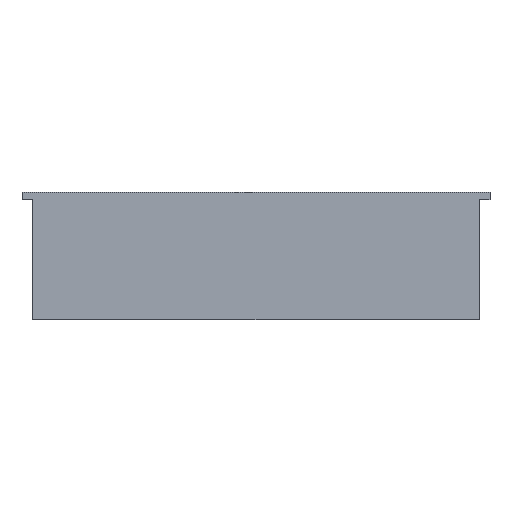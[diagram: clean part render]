
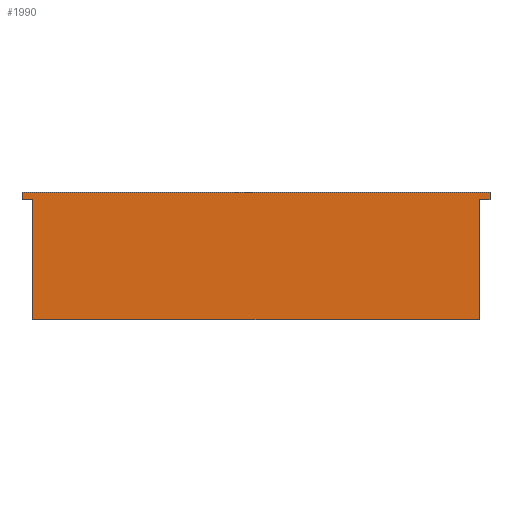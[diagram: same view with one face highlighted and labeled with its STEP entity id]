
A CAD part, top view. The second image highlights one B-rep face of the part: STEP entity #1990.
In plain terms, the highlighted planar face has unit normal (0, 0, 1).
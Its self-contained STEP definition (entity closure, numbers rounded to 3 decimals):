
#100=CARTESIAN_POINT('',(-36.6,-4.9,15.75));
#110=VERTEX_POINT('',#100);
#160=CARTESIAN_POINT('',(110.9,-4.9,15.75));
#170=DIRECTION('',(-1.,0.,0.));
#180=VECTOR('',#170,1.);
#190=LINE('',#160,#180);
#200=CARTESIAN_POINT('',(258.4,-4.9,15.75));
#210=VERTEX_POINT('',#200);
#220=EDGE_CURVE('',#210,#110,#190,.T.);
#500=CARTESIAN_POINT('',(-36.6,74.1,15.75));
#510=VERTEX_POINT('',#500);
#560=CARTESIAN_POINT('',(-36.6,-2.9,15.75));
#570=DIRECTION('',(0.,-1.,0.));
#580=VECTOR('',#570,1.);
#590=LINE('',#560,#580);
#600=EDGE_CURVE('',#510,#110,#590,.T.);
#830=CARTESIAN_POINT('',(265.4,79.1,15.75));
#840=VERTEX_POINT('',#830);
#870=CARTESIAN_POINT('',(110.9,79.1,15.75));
#880=DIRECTION('',(1.,0.,0.));
#890=VECTOR('',#880,1.);
#900=LINE('',#870,#890);
#910=CARTESIAN_POINT('',(-43.6,79.1,15.75));
#920=VERTEX_POINT('',#910);
#930=EDGE_CURVE('',#920,#840,#900,.T.);
#1180=CARTESIAN_POINT('',(-43.6,-2.9,15.75));
#1190=DIRECTION('',(0.,-1.,0.));
#1200=VECTOR('',#1190,1.);
#1210=LINE('',#1180,#1200);
#1220=CARTESIAN_POINT('',(-43.6,74.1,15.75));
#1230=VERTEX_POINT('',#1220);
#1240=EDGE_CURVE('',#920,#1230,#1210,.T.);
#1490=CARTESIAN_POINT('',(90.9,74.1,15.75));
#1500=DIRECTION('',(1.,0.,0.));
#1510=VECTOR('',#1500,1.);
#1520=LINE('',#1490,#1510);
#1530=EDGE_CURVE('',#1230,#510,#1520,.T.);
#1650=CARTESIAN_POINT('',(110.9,-2.9,15.75));
#1660=DIRECTION('',(0.,0.,1.));
#1670=DIRECTION('',(1.,0.,0.));
#1680=AXIS2_PLACEMENT_3D('',#1650,#1660,#1670);
#1690=PLANE('',#1680);
#1700=ORIENTED_EDGE('',*,*,#600,.T.);
#1710=ORIENTED_EDGE('',*,*,#1530,.T.);
#1720=ORIENTED_EDGE('',*,*,#1240,.T.);
#1730=ORIENTED_EDGE('',*,*,#930,.F.);
#1740=CARTESIAN_POINT('',(265.4,79.1,15.75));
#1750=DIRECTION('',(0.,-1.,0.));
#1760=VECTOR('',#1750,1.);
#1770=LINE('',#1740,#1760);
#1780=CARTESIAN_POINT('',(265.4,74.1,15.75));
#1790=VERTEX_POINT('',#1780);
#1800=EDGE_CURVE('',#840,#1790,#1770,.T.);
#1810=ORIENTED_EDGE('',*,*,#1800,.F.);
#1820=CARTESIAN_POINT('',(265.4,74.1,15.75));
#1830=DIRECTION('',(-1.,0.,0.));
#1840=VECTOR('',#1830,1.);
#1850=LINE('',#1820,#1840);
#1860=CARTESIAN_POINT('',(258.4,74.1,15.75));
#1870=VERTEX_POINT('',#1860);
#1880=EDGE_CURVE('',#1790,#1870,#1850,.T.);
#1890=ORIENTED_EDGE('',*,*,#1880,.F.);
#1900=CARTESIAN_POINT('',(258.4,-3.9,15.75));
#1910=DIRECTION('',(0.,1.,0.));
#1920=VECTOR('',#1910,1.);
#1930=LINE('',#1900,#1920);
#1940=EDGE_CURVE('',#210,#1870,#1930,.T.);
#1950=ORIENTED_EDGE('',*,*,#1940,.T.);
#1960=ORIENTED_EDGE('',*,*,#220,.F.);
#1970=EDGE_LOOP('',(#1960,#1950,#1890,#1810,#1730,#1720,#1710,#1700));
#1980=FACE_OUTER_BOUND('',#1970,.T.);
#1990=ADVANCED_FACE('',(#1980),#1690,.T.);
